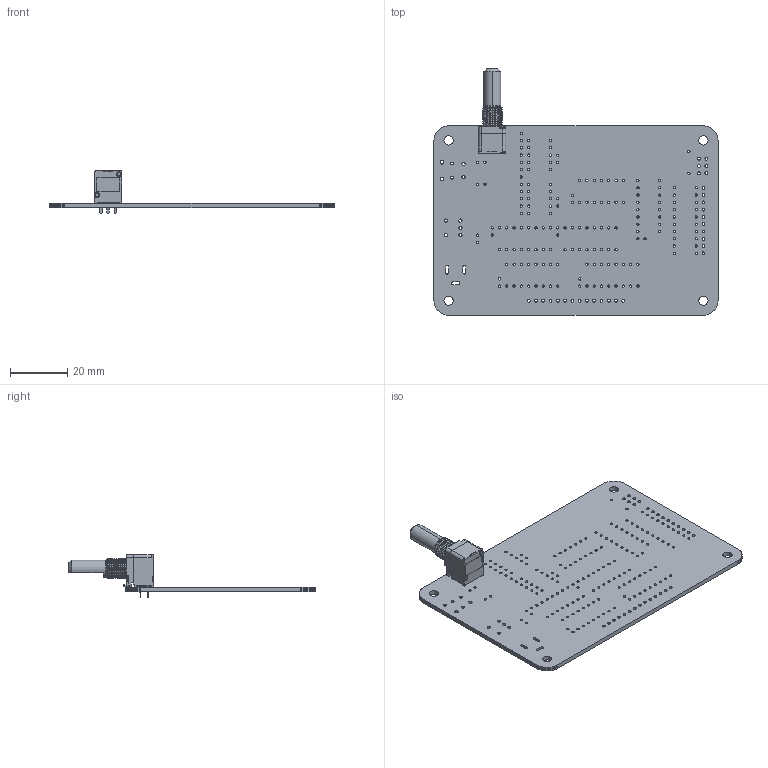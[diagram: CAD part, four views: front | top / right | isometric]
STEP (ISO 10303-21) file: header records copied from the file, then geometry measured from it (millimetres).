
FILE_DESCRIPTION(('KiCad electronic assembly'),'2;1');
FILE_NAME('spectrum_analyzer_controller.step','2023-08-13T15:09:40',( 'Pcbnew'),('Kicad'),'Open CASCADE STEP processor 7.5', 'KiCad to STEP converter','Unknown');
FILE_SCHEMA(('AUTOMOTIVE_DESIGN { 1 0 10303 214 1 1 1 1 }'));
Length unit declared in the file: millimetre
Products named in the file (4): spectrum_analyzer_controller 1; RK09712_0-L20; SOLID; _autosave-spectrum_analyzer_controller PCB
Assembly tree (3 placements, depth 3):
  spectrum_analyzer_controller 1
    RK09712_0-L20
      SOLID
    _autosave-spectrum_analyzer_controller PCB
Bounding box: 99.06 x 85.96 x 14.85 mm (x, y, z)
Volume: 11549.9 mm3; surface area: 15403.5 mm2
Topology: 2 solids, 2 shells, 593 faces, 1694 edges, 1120 vertices
Faces by surface type: cylinder 303, plane 267, torus 16, bspline 4, cone 3
Full cylindrical faces by diameter (mm): 0.8 x170, 1 x38, 1.1 x5, 1.2 x4, 3.2 x4
Entity records: 48912 total; most frequent: CARTESIAN_POINT 13471, DIRECTION 6253, LINE 3793, VECTOR 3793, ORIENTED_EDGE 3386, PCURVE 3386, DEFINITIONAL_REPRESENTATION 3386, EDGE_CURVE 1693
